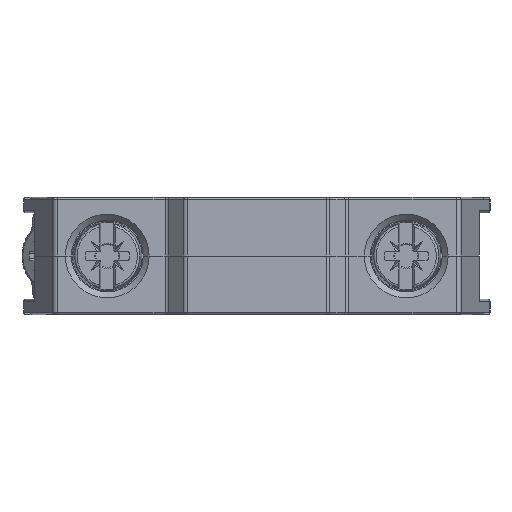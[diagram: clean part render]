
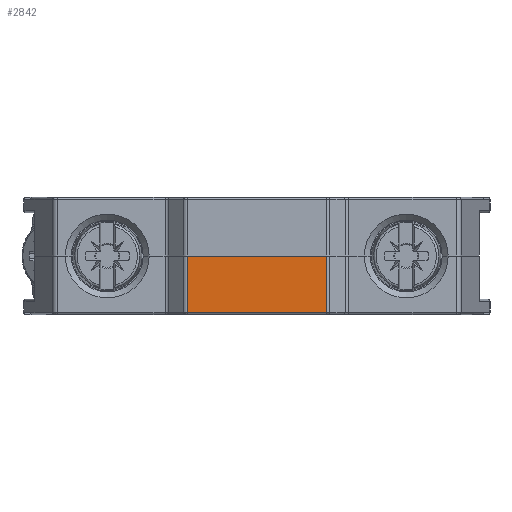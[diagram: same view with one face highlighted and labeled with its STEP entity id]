
A CAD part, front view. The second image highlights one B-rep face of the part: STEP entity #2842.
In plain terms, the highlighted planar face has unit normal (0, -1, 0).
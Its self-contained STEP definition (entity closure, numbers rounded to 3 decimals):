
#2842=ADVANCED_FACE('',(#6940),#5227,.F.);
#5227=PLANE('',#46446);
#6940=FACE_OUTER_BOUND('',#9312,.T.);
#9312=EDGE_LOOP('',(#22763,#22764,#22765,#22766));
#12313=LINE('',#65955,#16689);
#12484=LINE('',#66413,#16860);
#12485=LINE('',#66415,#16861);
#12486=LINE('',#66417,#16862);
#16689=VECTOR('',#51919,1.);
#16860=VECTOR('',#52228,1.);
#16861=VECTOR('',#52229,1.);
#16862=VECTOR('',#52230,1.);
#22763=ORIENTED_EDGE('',*,*,#39347,.T.);
#22764=ORIENTED_EDGE('',*,*,#39348,.T.);
#22765=ORIENTED_EDGE('',*,*,#39349,.T.);
#22766=ORIENTED_EDGE('',*,*,#39127,.F.);
#34399=VERTEX_POINT('',#65954);
#34400=VERTEX_POINT('',#65956);
#34604=VERTEX_POINT('',#66414);
#34605=VERTEX_POINT('',#66416);
#39127=EDGE_CURVE('',#34399,#34400,#12313,.T.);
#39347=EDGE_CURVE('',#34399,#34604,#12484,.T.);
#39348=EDGE_CURVE('',#34604,#34605,#12485,.T.);
#39349=EDGE_CURVE('',#34605,#34400,#12486,.T.);
#46446=AXIS2_PLACEMENT_3D('',#66418,#52231,#52232);
#51919=DIRECTION('',(1.,0.,0.));
#52228=DIRECTION('',(0.,0.,-1.));
#52229=DIRECTION('',(1.,0.,0.));
#52230=DIRECTION('',(0.,0.,1.));
#52231=DIRECTION('',(0.,1.,0.));
#52232=DIRECTION('',(0.,0.,1.));
#65954=CARTESIAN_POINT('',(-5.834,0.,0.));
#65955=CARTESIAN_POINT('',(-6.,0.,0.));
#65956=CARTESIAN_POINT('',(5.834,0.,0.));
#66413=CARTESIAN_POINT('',(-5.834,0.,4.9));
#66414=CARTESIAN_POINT('',(-5.834,0.,-4.7));
#66415=CARTESIAN_POINT('',(-6.,0.,-4.7));
#66416=CARTESIAN_POINT('',(5.834,0.,-4.7));
#66417=CARTESIAN_POINT('',(5.834,0.,4.9));
#66418=CARTESIAN_POINT('',(-6.,0.,4.9));
